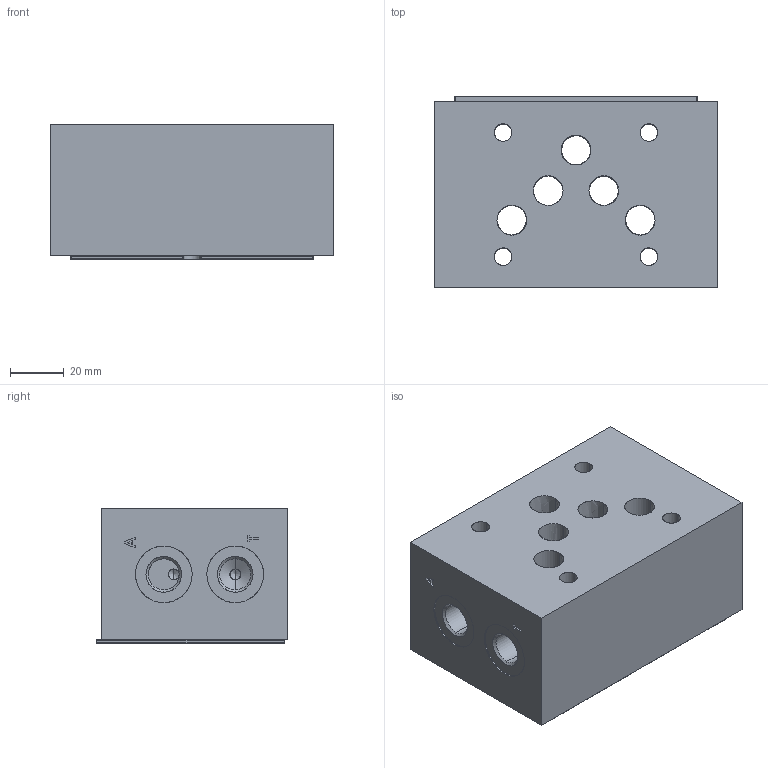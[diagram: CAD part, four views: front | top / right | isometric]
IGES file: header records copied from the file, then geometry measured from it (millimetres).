
Start section: SolidWorks IGES file using analytic representation for surfaces
Global section: file name: BC550001.igs; native system: SolidWorks 2014; preprocessor: SolidWorks 2014; author: serviziopdm; date: 150626.113700; units: millimetre
Bounding box: 105 x 71.1 x 49.8 mm (x, y, z)
Surface area: 58750.4 mm2 (no closed solid volume)
Topology: 0 solids, 0 shells, 270 faces, 4400 edges, 4326 vertices
Faces by surface type: revolution 182, bspline 88
